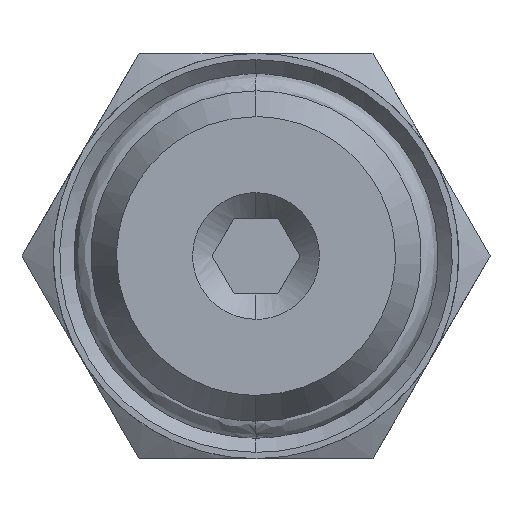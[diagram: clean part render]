
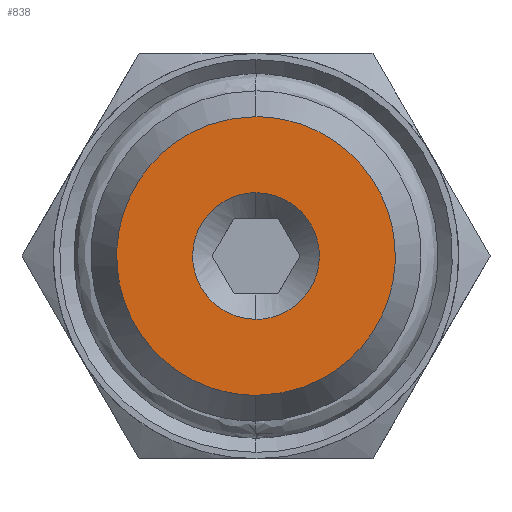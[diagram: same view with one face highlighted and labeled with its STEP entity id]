
A CAD part, front view. The second image highlights one B-rep face of the part: STEP entity #838.
In plain terms, the highlighted free-form (B-spline) face has degree [1, 1] with [2, 2] control points.
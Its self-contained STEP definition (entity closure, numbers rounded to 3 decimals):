
#32 = ORIENTED_EDGE ( 'NONE', *, *, #1961, .T. ) ;
#183 = CARTESIAN_POINT ( 'NONE',  ( 4.805, 0., 2.772 ) ) ;
#201 = CARTESIAN_POINT ( 'NONE',  ( -1.437, 0., 5.358 ) ) ;
#217 = CARTESIAN_POINT ( 'NONE',  ( 2.5, 0., -0.328 ) ) ;
#275 = VERTEX_POINT ( 'NONE', #994 ) ;
#303 = B_SPLINE_SURFACE_WITH_KNOTS ( 'NONE', 1, 1, ( 
 ( #3263, #447 ),
 ( #2962, #426 ) ),
 .UNSPECIFIED., .F., .F., .F.,
 ( 2, 2 ),
 ( 2, 2 ),
 ( 0., 1. ),
 ( 0., 1. ),
 .UNSPECIFIED. ) ;
#426 = CARTESIAN_POINT ( 'NONE',  ( 5.566, 0., -5.566 ) ) ;
#428 = B_SPLINE_CURVE_WITH_KNOTS ( 'NONE', 3,
 ( #2447, #3339, #201, #1599, #3581, #2145, #2454, #1874, #1626, #3031, #480, #1610, #771, #761, #1042, #460, #3302, #1051 ),
 .UNSPECIFIED., .F., .F.,
 ( 4, 2, 2, 2, 2, 2, 2, 2, 4 ),
 ( 0., 0.393, 0.785, 1.178, 1.571, 1.963, 2.356, 2.749, 3.142 ),
 .UNSPECIFIED. ) ;
#447 = CARTESIAN_POINT ( 'NONE',  ( 5.566, 0., 5.566 ) ) ;
#448 = CARTESIAN_POINT ( 'NONE',  ( 0., 0., 2.5 ) ) ;
#460 = CARTESIAN_POINT ( 'NONE',  ( -1.437, 0., -5.358 ) ) ;
#469 = B_SPLINE_CURVE_WITH_KNOTS ( 'NONE', 3,
 ( #1018, #2450, #2704, #725, #2172, #1290, #1324, #757, #2740, #3308, #3576, #183, #2729, #1572, #1036, #738, #1850, #2162 ),
 .UNSPECIFIED., .F., .F.,
 ( 4, 2, 2, 2, 2, 2, 2, 2, 4 ),
 ( 0., 0.393, 0.785, 1.178, 1.571, 1.963, 2.356, 2.749, 3.142 ),
 .UNSPECIFIED. ) ;
#479 = CARTESIAN_POINT ( 'NONE',  ( -2.5, 0., -0.328 ) ) ;
#480 = CARTESIAN_POINT ( 'NONE',  ( -5.358, 0., -1.437 ) ) ;
#509 = CARTESIAN_POINT ( 'NONE',  ( 2.184, 0., -1.26 ) ) ;
#715 = ORIENTED_EDGE ( 'NONE', *, *, #979, .T. ) ;
#717 = CARTESIAN_POINT ( 'NONE',  ( -2.184, 0., 1.26 ) ) ;
#725 = CARTESIAN_POINT ( 'NONE',  ( 2.772, 0., -4.805 ) ) ;
#738 = CARTESIAN_POINT ( 'NONE',  ( 1.437, 0., 5.358 ) ) ;
#757 = CARTESIAN_POINT ( 'NONE',  ( 5.358, 0., -1.437 ) ) ;
#761 = CARTESIAN_POINT ( 'NONE',  ( -3.378, 0., -4.4 ) ) ;
#771 = CARTESIAN_POINT ( 'NONE',  ( -4.4, 0., -3.378 ) ) ;
#775 = CARTESIAN_POINT ( 'NONE',  ( 2., 0., 1.536 ) ) ;
#838 = ADVANCED_FACE ( 'NONE', ( #3131, #868 ), #303, .T. ) ;
#862 = CARTESIAN_POINT ( 'NONE',  ( 0., 0., -2.5 ) ) ;
#868 = FACE_OUTER_BOUND ( 'NONE', #1771, .T. ) ;
#930 = EDGE_CURVE ( 'NONE', #1265, #2079, #469, .T. ) ;
#979 = EDGE_CURVE ( 'NONE', #3553, #275, #2164, .T. ) ;
#994 = CARTESIAN_POINT ( 'NONE',  ( 0., 0., -2.5 ) ) ;
#1010 = CARTESIAN_POINT ( 'NONE',  ( 0., 0., -2.5 ) ) ;
#1018 = CARTESIAN_POINT ( 'NONE',  ( 0., 0., -5.5 ) ) ;
#1036 = CARTESIAN_POINT ( 'NONE',  ( 2.772, 0., 4.805 ) ) ;
#1042 = CARTESIAN_POINT ( 'NONE',  ( -2.772, 0., -4.805 ) ) ;
#1051 = CARTESIAN_POINT ( 'NONE',  ( 0., 0., -5.5 ) ) ;
#1066 = CARTESIAN_POINT ( 'NONE',  ( 1.536, 0., 2. ) ) ;
#1265 = VERTEX_POINT ( 'NONE', #3295 ) ;
#1283 = CARTESIAN_POINT ( 'NONE',  ( -1.26, 0., -2.184 ) ) ;
#1290 = CARTESIAN_POINT ( 'NONE',  ( 4.4, 0., -3.378 ) ) ;
#1310 = CARTESIAN_POINT ( 'NONE',  ( -2., 0., 1.536 ) ) ;
#1324 = CARTESIAN_POINT ( 'NONE',  ( 4.805, 0., -2.772 ) ) ;
#1350 = CARTESIAN_POINT ( 'NONE',  ( 0., 0., 5.5 ) ) ;
#1413 = CARTESIAN_POINT ( 'NONE',  ( 1.536, 0., -2. ) ) ;
#1572 = CARTESIAN_POINT ( 'NONE',  ( 3.378, 0., 4.4 ) ) ;
#1599 = CARTESIAN_POINT ( 'NONE',  ( -2.772, 0., 4.805 ) ) ;
#1609 = CARTESIAN_POINT ( 'NONE',  ( -2.5, 0., 0.328 ) ) ;
#1610 = CARTESIAN_POINT ( 'NONE',  ( -4.805, 0., -2.772 ) ) ;
#1626 = CARTESIAN_POINT ( 'NONE',  ( -5.5, 0., 0.722 ) ) ;
#1660 = CARTESIAN_POINT ( 'NONE',  ( 0., 0., 2.5 ) ) ;
#1771 = EDGE_LOOP ( 'NONE', ( #3303, #2626 ) ) ;
#1850 = CARTESIAN_POINT ( 'NONE',  ( 0.722, 0., 5.5 ) ) ;
#1855 = CARTESIAN_POINT ( 'NONE',  ( -2.435, 0., -0.653 ) ) ;
#1864 = CARTESIAN_POINT ( 'NONE',  ( -1.536, 0., -2. ) ) ;
#1874 = CARTESIAN_POINT ( 'NONE',  ( -5.358, 0., 1.437 ) ) ;
#1932 = CARTESIAN_POINT ( 'NONE',  ( 0.328, 0., 2.5 ) ) ;
#1961 = EDGE_CURVE ( 'NONE', #275, #3553, #2683, .T. ) ;
#1989 = CARTESIAN_POINT ( 'NONE',  ( 0.328, 0., -2.5 ) ) ;
#2079 = VERTEX_POINT ( 'NONE', #1350 ) ;
#2130 = CARTESIAN_POINT ( 'NONE',  ( -0.653, 0., 2.435 ) ) ;
#2144 = CARTESIAN_POINT ( 'NONE',  ( -2.435, 0., 0.653 ) ) ;
#2145 = CARTESIAN_POINT ( 'NONE',  ( -4.4, 0., 3.378 ) ) ;
#2162 = CARTESIAN_POINT ( 'NONE',  ( 0., 0., 5.5 ) ) ;
#2164 = B_SPLINE_CURVE_WITH_KNOTS ( 'NONE', 3,
 ( #1660, #1932, #2177, #2459, #1066, #775, #2763, #3041, #3615, #217, #2186, #509, #2524, #1413, #3405, #2561, #1989, #862 ),
 .UNSPECIFIED., .F., .F.,
 ( 4, 2, 2, 2, 2, 2, 2, 2, 4 ),
 ( 0., 0.393, 0.785, 1.178, 1.571, 1.963, 2.356, 2.749, 3.142 ),
 .UNSPECIFIED. ) ;
#2172 = CARTESIAN_POINT ( 'NONE',  ( 3.378, 0., -4.4 ) ) ;
#2177 = CARTESIAN_POINT ( 'NONE',  ( 0.653, 0., 2.435 ) ) ;
#2186 = CARTESIAN_POINT ( 'NONE',  ( 2.435, 0., -0.653 ) ) ;
#2401 = CARTESIAN_POINT ( 'NONE',  ( -0.653, 0., -2.435 ) ) ;
#2446 = CARTESIAN_POINT ( 'NONE',  ( -2.184, 0., -1.26 ) ) ;
#2447 = CARTESIAN_POINT ( 'NONE',  ( 0., 0., 5.5 ) ) ;
#2450 = CARTESIAN_POINT ( 'NONE',  ( 0.722, 0., -5.5 ) ) ;
#2454 = CARTESIAN_POINT ( 'NONE',  ( -4.805, 0., 2.772 ) ) ;
#2459 = CARTESIAN_POINT ( 'NONE',  ( 1.26, 0., 2.184 ) ) ;
#2524 = CARTESIAN_POINT ( 'NONE',  ( 2., 0., -1.536 ) ) ;
#2561 = CARTESIAN_POINT ( 'NONE',  ( 0.653, 0., -2.435 ) ) ;
#2626 = ORIENTED_EDGE ( 'NONE', *, *, #930, .T. ) ;
#2683 = B_SPLINE_CURVE_WITH_KNOTS ( 'NONE', 3,
 ( #1010, #2732, #2401, #1283, #1864, #3013, #2446, #1855, #479, #1609, #2144, #717, #1310, #3030, #3264, #2130, #2709, #448 ),
 .UNSPECIFIED., .F., .F.,
 ( 4, 2, 2, 2, 2, 2, 2, 2, 4 ),
 ( 0., 0.393, 0.785, 1.178, 1.571, 1.963, 2.356, 2.749, 3.142 ),
 .UNSPECIFIED. ) ;
#2704 = CARTESIAN_POINT ( 'NONE',  ( 1.437, 0., -5.358 ) ) ;
#2709 = CARTESIAN_POINT ( 'NONE',  ( -0.328, 0., 2.5 ) ) ;
#2729 = CARTESIAN_POINT ( 'NONE',  ( 4.4, 0., 3.378 ) ) ;
#2732 = CARTESIAN_POINT ( 'NONE',  ( -0.328, 0., -2.5 ) ) ;
#2733 = CARTESIAN_POINT ( 'NONE',  ( 0., 0., 2.5 ) ) ;
#2740 = CARTESIAN_POINT ( 'NONE',  ( 5.5, 0., -0.722 ) ) ;
#2763 = CARTESIAN_POINT ( 'NONE',  ( 2.184, 0., 1.26 ) ) ;
#2919 = EDGE_LOOP ( 'NONE', ( #715, #32 ) ) ;
#2962 = CARTESIAN_POINT ( 'NONE',  ( -5.566, 0., -5.566 ) ) ;
#3013 = CARTESIAN_POINT ( 'NONE',  ( -2., 0., -1.536 ) ) ;
#3030 = CARTESIAN_POINT ( 'NONE',  ( -1.536, 0., 2. ) ) ;
#3031 = CARTESIAN_POINT ( 'NONE',  ( -5.5, 0., -0.722 ) ) ;
#3041 = CARTESIAN_POINT ( 'NONE',  ( 2.435, 0., 0.653 ) ) ;
#3131 = FACE_BOUND ( 'NONE', #2919, .T. ) ;
#3263 = CARTESIAN_POINT ( 'NONE',  ( -5.566, 0., 5.566 ) ) ;
#3264 = CARTESIAN_POINT ( 'NONE',  ( -1.26, 0., 2.184 ) ) ;
#3295 = CARTESIAN_POINT ( 'NONE',  ( 0., 0., -5.5 ) ) ;
#3302 = CARTESIAN_POINT ( 'NONE',  ( -0.722, 0., -5.5 ) ) ;
#3303 = ORIENTED_EDGE ( 'NONE', *, *, #3550, .T. ) ;
#3308 = CARTESIAN_POINT ( 'NONE',  ( 5.5, 0., 0.722 ) ) ;
#3339 = CARTESIAN_POINT ( 'NONE',  ( -0.722, 0., 5.5 ) ) ;
#3405 = CARTESIAN_POINT ( 'NONE',  ( 1.26, 0., -2.184 ) ) ;
#3550 = EDGE_CURVE ( 'NONE', #2079, #1265, #428, .T. ) ;
#3553 = VERTEX_POINT ( 'NONE', #2733 ) ;
#3576 = CARTESIAN_POINT ( 'NONE',  ( 5.358, 0., 1.437 ) ) ;
#3581 = CARTESIAN_POINT ( 'NONE',  ( -3.378, 0., 4.4 ) ) ;
#3615 = CARTESIAN_POINT ( 'NONE',  ( 2.5, 0., 0.328 ) ) ;
